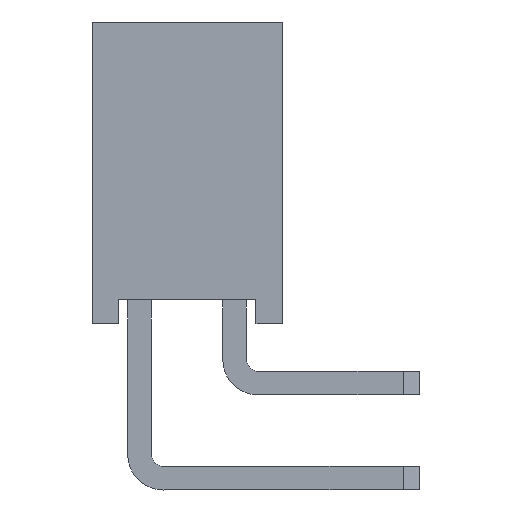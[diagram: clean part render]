
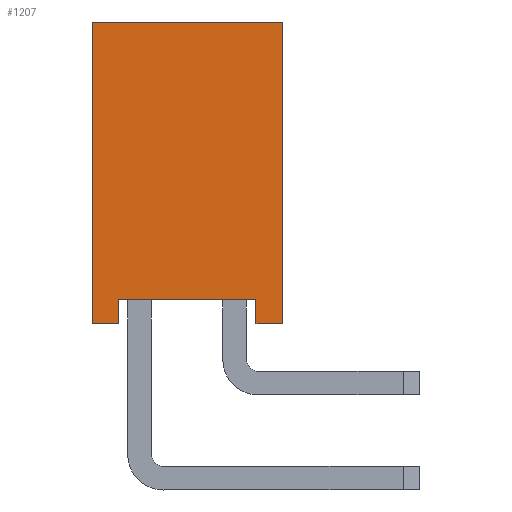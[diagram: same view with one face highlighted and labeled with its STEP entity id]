
A CAD part, left-side view. The second image highlights one B-rep face of the part: STEP entity #1207.
In plain terms, the highlighted planar face has unit normal (-1, 0, 0).
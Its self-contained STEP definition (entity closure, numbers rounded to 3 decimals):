
#535=CARTESIAN_POINT('',(-10.15,2.,-6.35));
#536=VERTEX_POINT('',#535);
#543=CARTESIAN_POINT('',(-10.15,2.,0.));
#544=VERTEX_POINT('',#543);
#545=CARTESIAN_POINT('',(-10.15,2.,-6.35));
#546=DIRECTION('',(0.,0.,1.));
#547=VECTOR('',#546,6.35);
#548=LINE('',#545,#547);
#549=EDGE_CURVE('',#536,#544,#548,.T.);
#565=CARTESIAN_POINT('',(-10.15,-2.,0.));
#566=VERTEX_POINT('',#565);
#567=CARTESIAN_POINT('',(-10.15,-2.,-6.35));
#568=VERTEX_POINT('',#567);
#569=CARTESIAN_POINT('',(-10.15,-2.,0.));
#570=DIRECTION('',(0.,0.,-1.));
#571=VECTOR('',#570,6.35);
#572=LINE('',#569,#571);
#573=EDGE_CURVE('',#566,#568,#572,.T.);
#1154=CARTESIAN_POINT('',(-10.15,0.,-3.175));
#1155=DIRECTION('',(0.,-1.,0.));
#1156=DIRECTION('',(-1.,0.,0.));
#1157=AXIS2_PLACEMENT_3D('',#1154,#1156,#1155);
#1158=PLANE('',#1157);
#1159=ORIENTED_EDGE('',*,*,#549,.F.);
#1160=CARTESIAN_POINT('',(-10.15,1.45,-6.35));
#1161=VERTEX_POINT('',#1160);
#1162=CARTESIAN_POINT('',(-10.15,2.,-6.35));
#1163=DIRECTION('',(0.,-1.,0.));
#1164=VECTOR('',#1163,0.55);
#1165=LINE('',#1162,#1164);
#1166=EDGE_CURVE('',#536,#1161,#1165,.T.);
#1167=ORIENTED_EDGE('',*,*,#1166,.T.);
#1168=CARTESIAN_POINT('',(-10.15,1.45,-5.85));
#1169=VERTEX_POINT('',#1168);
#1170=CARTESIAN_POINT('',(-10.15,1.45,-6.35));
#1171=DIRECTION('',(0.,0.,1.));
#1172=VECTOR('',#1171,0.5);
#1173=LINE('',#1170,#1172);
#1174=EDGE_CURVE('',#1161,#1169,#1173,.T.);
#1175=ORIENTED_EDGE('',*,*,#1174,.T.);
#1176=CARTESIAN_POINT('',(-10.15,-1.45,-5.85));
#1177=VERTEX_POINT('',#1176);
#1178=CARTESIAN_POINT('',(-10.15,1.45,-5.85));
#1179=DIRECTION('',(0.,-1.,0.));
#1180=VECTOR('',#1179,2.9);
#1181=LINE('',#1178,#1180);
#1182=EDGE_CURVE('',#1169,#1177,#1181,.T.);
#1183=ORIENTED_EDGE('',*,*,#1182,.T.);
#1184=CARTESIAN_POINT('',(-10.15,-1.45,-6.35));
#1185=VERTEX_POINT('',#1184);
#1186=CARTESIAN_POINT('',(-10.15,-1.45,-5.85));
#1187=DIRECTION('',(0.,0.,-1.));
#1188=VECTOR('',#1187,0.5);
#1189=LINE('',#1186,#1188);
#1190=EDGE_CURVE('',#1177,#1185,#1189,.T.);
#1191=ORIENTED_EDGE('',*,*,#1190,.T.);
#1192=CARTESIAN_POINT('',(-10.15,-1.45,-6.35));
#1193=DIRECTION('',(0.,-1.,0.));
#1194=VECTOR('',#1193,0.55);
#1195=LINE('',#1192,#1194);
#1196=EDGE_CURVE('',#1185,#568,#1195,.T.);
#1197=ORIENTED_EDGE('',*,*,#1196,.T.);
#1198=ORIENTED_EDGE('',*,*,#573,.F.);
#1199=CARTESIAN_POINT('',(-10.15,-2.,0.));
#1200=DIRECTION('',(0.,1.,0.));
#1201=VECTOR('',#1200,4.);
#1202=LINE('',#1199,#1201);
#1203=EDGE_CURVE('',#566,#544,#1202,.T.);
#1204=ORIENTED_EDGE('',*,*,#1203,.T.);
#1205=EDGE_LOOP('',(#1159,#1167,#1175,#1183,#1191,#1197,#1198,#1204));
#1206=FACE_OUTER_BOUND('',#1205,.T.);
#1207=ADVANCED_FACE('',(#1206),#1158,.T.);
